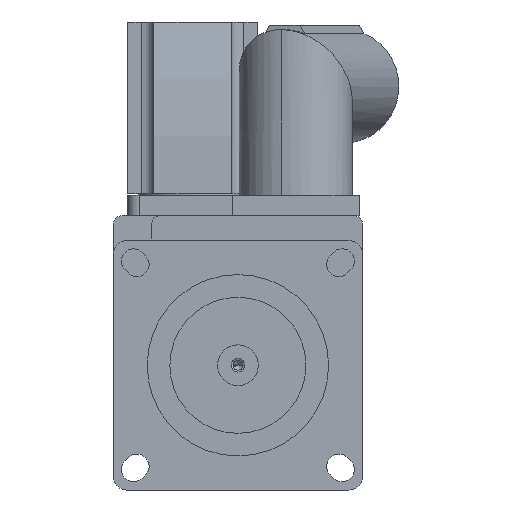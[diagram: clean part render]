
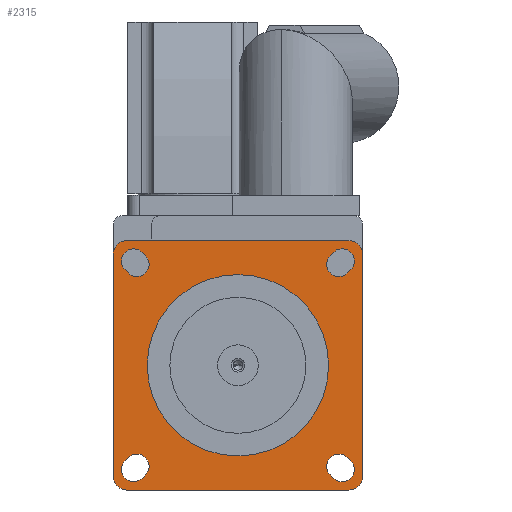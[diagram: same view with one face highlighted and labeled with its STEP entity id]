
A CAD part, left-side view. The second image highlights one B-rep face of the part: STEP entity #2315.
In plain terms, the highlighted planar face has unit normal (-1, 0, 0).
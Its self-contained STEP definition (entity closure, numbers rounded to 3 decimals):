
#2315=ADVANCED_FACE('',(#5643,#5644,#5645,#5646,#5647,#5648),#5649,.F.);
#5643=FACE_BOUND('',#9782,.T.);
#5644=FACE_BOUND('',#9783,.T.);
#5645=FACE_BOUND('',#9784,.T.);
#5646=FACE_BOUND('',#9785,.T.);
#5647=FACE_OUTER_BOUND('',#9786,.T.);
#5648=FACE_BOUND('',#9787,.T.);
#5649=PLANE('',#9788);
#9782=EDGE_LOOP('',(#20086,#20087,#20088,#20089));
#9783=EDGE_LOOP('',(#20090,#20091,#20092,#20093));
#9784=EDGE_LOOP('',(#20094,#20095,#20096,#20097));
#9785=EDGE_LOOP('',(#20098,#20099,#20100,#20101));
#9786=EDGE_LOOP('',(#20102,#20103,#20104,#20105,#20106,#20107,#20108,#20109));
#9787=EDGE_LOOP('',(#20110,#20111));
#9788=AXIS2_PLACEMENT_3D('',#20112,#20113,#20114);
#20086=ORIENTED_EDGE('',*,*,#22653,.T.);
#20087=ORIENTED_EDGE('',*,*,#22665,.T.);
#20088=ORIENTED_EDGE('',*,*,#22661,.T.);
#20089=ORIENTED_EDGE('',*,*,#22657,.T.);
#20090=ORIENTED_EDGE('',*,*,#22669,.T.);
#20091=ORIENTED_EDGE('',*,*,#22681,.T.);
#20092=ORIENTED_EDGE('',*,*,#22677,.T.);
#20093=ORIENTED_EDGE('',*,*,#22673,.T.);
#20094=ORIENTED_EDGE('',*,*,#22685,.T.);
#20095=ORIENTED_EDGE('',*,*,#22697,.T.);
#20096=ORIENTED_EDGE('',*,*,#22693,.T.);
#20097=ORIENTED_EDGE('',*,*,#22689,.T.);
#20098=ORIENTED_EDGE('',*,*,#22701,.T.);
#20099=ORIENTED_EDGE('',*,*,#22713,.T.);
#20100=ORIENTED_EDGE('',*,*,#22709,.T.);
#20101=ORIENTED_EDGE('',*,*,#22705,.T.);
#20102=ORIENTED_EDGE('',*,*,#22722,.F.);
#20103=ORIENTED_EDGE('',*,*,#22723,.F.);
#20104=ORIENTED_EDGE('',*,*,#22724,.F.);
#20105=ORIENTED_EDGE('',*,*,#22725,.F.);
#20106=ORIENTED_EDGE('',*,*,#22726,.F.);
#20107=ORIENTED_EDGE('',*,*,#22727,.F.);
#20108=ORIENTED_EDGE('',*,*,#22728,.F.);
#20109=ORIENTED_EDGE('',*,*,#22729,.F.);
#20110=ORIENTED_EDGE('',*,*,#22720,.F.);
#20111=ORIENTED_EDGE('',*,*,#21979,.F.);
#20112=CARTESIAN_POINT('',(0.0,0.0,0.0));
#20113=DIRECTION('',(1.0,0.0,0.0));
#20114=DIRECTION('',(0.0,0.0,-1.0));
#21979=EDGE_CURVE('',#23051,#23047,#23053,.T.);
#22653=EDGE_CURVE('',#23897,#23895,#23898,.T.);
#22657=EDGE_CURVE('',#23903,#23897,#23904,.T.);
#22661=EDGE_CURVE('',#23909,#23903,#23910,.T.);
#22665=EDGE_CURVE('',#23895,#23909,#23914,.T.);
#22669=EDGE_CURVE('',#23921,#23919,#23922,.T.);
#22673=EDGE_CURVE('',#23927,#23921,#23928,.T.);
#22677=EDGE_CURVE('',#23933,#23927,#23934,.T.);
#22681=EDGE_CURVE('',#23919,#23933,#23938,.T.);
#22685=EDGE_CURVE('',#23945,#23943,#23946,.T.);
#22689=EDGE_CURVE('',#23951,#23945,#23952,.T.);
#22693=EDGE_CURVE('',#23957,#23951,#23958,.T.);
#22697=EDGE_CURVE('',#23943,#23957,#23962,.T.);
#22701=EDGE_CURVE('',#23969,#23967,#23970,.T.);
#22705=EDGE_CURVE('',#23975,#23969,#23976,.T.);
#22709=EDGE_CURVE('',#23981,#23975,#23982,.T.);
#22713=EDGE_CURVE('',#23967,#23981,#23986,.T.);
#22720=EDGE_CURVE('',#23047,#23051,#23993,.T.);
#22722=EDGE_CURVE('',#23995,#23996,#23997,.T.);
#22723=EDGE_CURVE('',#23998,#23995,#23999,.T.);
#22724=EDGE_CURVE('',#24000,#23998,#24001,.T.);
#22725=EDGE_CURVE('',#24002,#24000,#24003,.T.);
#22726=EDGE_CURVE('',#24004,#24002,#24005,.T.);
#22727=EDGE_CURVE('',#24006,#24004,#24007,.T.);
#22728=EDGE_CURVE('',#24008,#24006,#24009,.T.);
#22729=EDGE_CURVE('',#23996,#24008,#24010,.T.);
#23047=VERTEX_POINT('',#24461);
#23051=VERTEX_POINT('',#24466);
#23053=CIRCLE('',#24469,20.0);
#23895=VERTEX_POINT('',#25472);
#23897=VERTEX_POINT('',#25475);
#23898=LINE('',#25476,#25477);
#23903=VERTEX_POINT('',#25483);
#23904=CIRCLE('',#25484,2.7);
#23909=VERTEX_POINT('',#25491);
#23910=LINE('',#25492,#25493);
#23914=CIRCLE('',#25498,2.7);
#23919=VERTEX_POINT('',#25504);
#23921=VERTEX_POINT('',#25507);
#23922=LINE('',#25508,#25509);
#23927=VERTEX_POINT('',#25515);
#23928=CIRCLE('',#25516,2.7);
#23933=VERTEX_POINT('',#25523);
#23934=LINE('',#25524,#25525);
#23938=CIRCLE('',#25530,2.7);
#23943=VERTEX_POINT('',#25536);
#23945=VERTEX_POINT('',#25539);
#23946=LINE('',#25540,#25541);
#23951=VERTEX_POINT('',#25547);
#23952=CIRCLE('',#25548,2.7);
#23957=VERTEX_POINT('',#25555);
#23958=LINE('',#25556,#25557);
#23962=CIRCLE('',#25562,2.7);
#23967=VERTEX_POINT('',#25568);
#23969=VERTEX_POINT('',#25571);
#23970=LINE('',#25572,#25573);
#23975=VERTEX_POINT('',#25579);
#23976=CIRCLE('',#25580,2.7);
#23981=VERTEX_POINT('',#25587);
#23982=LINE('',#25588,#25589);
#23986=CIRCLE('',#25594,2.7);
#23993=CIRCLE('',#25601,20.0);
#23995=VERTEX_POINT('',#25603);
#23996=VERTEX_POINT('',#25604);
#23997=LINE('',#25605,#25606);
#23998=VERTEX_POINT('',#25607);
#23999=CIRCLE('',#25608,3.);
#24000=VERTEX_POINT('',#25609);
#24001=LINE('',#25610,#25611);
#24002=VERTEX_POINT('',#25612);
#24003=CIRCLE('',#25613,3.);
#24004=VERTEX_POINT('',#25614);
#24005=LINE('',#25615,#25616);
#24006=VERTEX_POINT('',#25617);
#24007=CIRCLE('',#25618,3.);
#24008=VERTEX_POINT('',#25619);
#24009=LINE('',#25620,#25621);
#24010=CIRCLE('',#25622,3.);
#24461=CARTESIAN_POINT('',(0.0,0.0,20.0));
#24466=CARTESIAN_POINT('',(0.0,0.,-20.0));
#24469=AXIS2_PLACEMENT_3D('',#26296,#26297,#26298);
#25472=CARTESIAN_POINT('',(0.0,21.072,-24.89));
#25475=CARTESIAN_POINT('',(0.0,20.365,-24.183));
#25476=CARTESIAN_POINT('',(0.0,9.405,-13.223));
#25477=VECTOR('',#26764,1.0);
#25483=CARTESIAN_POINT('',(0.0,24.183,-20.365));
#25484=AXIS2_PLACEMENT_3D('',#26769,#26770,#26771);
#25491=CARTESIAN_POINT('',(0.0,24.89,-21.072));
#25492=CARTESIAN_POINT('',(0.0,13.223,-9.405));
#25493=VECTOR('',#26774,1.0);
#25498=AXIS2_PLACEMENT_3D('',#26779,#26780,#26781);
#25504=CARTESIAN_POINT('',(0.0,-24.89,-21.072));
#25507=CARTESIAN_POINT('',(0.0,-24.183,-20.365));
#25508=CARTESIAN_POINT('',(0.0,-13.223,-9.405));
#25509=VECTOR('',#26784,1.0);
#25515=CARTESIAN_POINT('',(0.0,-20.365,-24.183));
#25516=AXIS2_PLACEMENT_3D('',#26789,#26790,#26791);
#25523=CARTESIAN_POINT('',(0.0,-21.072,-24.89));
#25524=CARTESIAN_POINT('',(0.0,-9.405,-13.223));
#25525=VECTOR('',#26794,1.0);
#25530=AXIS2_PLACEMENT_3D('',#26799,#26800,#26801);
#25536=CARTESIAN_POINT('',(0.0,-21.072,24.89));
#25539=CARTESIAN_POINT('',(0.0,-20.365,24.183));
#25540=CARTESIAN_POINT('',(0.0,-9.405,13.223));
#25541=VECTOR('',#26804,1.0);
#25547=CARTESIAN_POINT('',(0.0,-24.183,20.365));
#25548=AXIS2_PLACEMENT_3D('',#26809,#26810,#26811);
#25555=CARTESIAN_POINT('',(0.0,-24.89,21.072));
#25556=CARTESIAN_POINT('',(0.0,-13.223,9.405));
#25557=VECTOR('',#26814,1.0);
#25562=AXIS2_PLACEMENT_3D('',#26819,#26820,#26821);
#25568=CARTESIAN_POINT('',(0.0,24.89,21.072));
#25571=CARTESIAN_POINT('',(0.0,24.183,20.365));
#25572=CARTESIAN_POINT('',(0.0,13.223,9.405));
#25573=VECTOR('',#26824,1.0);
#25579=CARTESIAN_POINT('',(0.0,20.365,24.183));
#25580=AXIS2_PLACEMENT_3D('',#26829,#26830,#26831);
#25587=CARTESIAN_POINT('',(0.0,21.072,24.89));
#25588=CARTESIAN_POINT('',(0.0,9.405,13.223));
#25589=VECTOR('',#26834,1.0);
#25594=AXIS2_PLACEMENT_3D('',#26839,#26840,#26841);
#25601=AXIS2_PLACEMENT_3D('',#26851,#26852,#26853);
#25603=CARTESIAN_POINT('',(0.0,27.5,-24.5));
#25604=CARTESIAN_POINT('',(0.0,27.5,24.5));
#25605=CARTESIAN_POINT('',(0.0,27.5,0.0));
#25606=VECTOR('',#26854,1.0);
#25607=CARTESIAN_POINT('',(0.0,24.5,-27.5));
#25608=AXIS2_PLACEMENT_3D('',#26855,#26856,#26857);
#25609=CARTESIAN_POINT('',(0.0,-24.5,-27.5));
#25610=CARTESIAN_POINT('',(0.0,0.0,-27.5));
#25611=VECTOR('',#26858,1.0);
#25612=CARTESIAN_POINT('',(0.0,-27.5,-24.5));
#25613=AXIS2_PLACEMENT_3D('',#26859,#26860,#26861);
#25614=CARTESIAN_POINT('',(0.0,-27.5,24.5));
#25615=CARTESIAN_POINT('',(0.0,-27.5,0.0));
#25616=VECTOR('',#26862,1.0);
#25617=CARTESIAN_POINT('',(0.0,-24.5,27.5));
#25618=AXIS2_PLACEMENT_3D('',#26863,#26864,#26865);
#25619=CARTESIAN_POINT('',(0.0,24.5,27.5));
#25620=CARTESIAN_POINT('',(0.0,0.0,27.5));
#25621=VECTOR('',#26866,1.0);
#25622=AXIS2_PLACEMENT_3D('',#26867,#26868,#26869);
#26296=CARTESIAN_POINT('',(0.0,0.0,0.0));
#26297=DIRECTION('',(-1.0,0.0,0.0));
#26298=DIRECTION('',(0.0,0.0,1.0));
#26764=DIRECTION('',(0.0,0.707,-0.707));
#26769=CARTESIAN_POINT('',(0.0,22.274,-22.274));
#26770=DIRECTION('',(1.0,0.0,-0.0));
#26771=DIRECTION('',(0.0,0.707,0.707));
#26774=DIRECTION('',(0.0,-0.707,0.707));
#26779=CARTESIAN_POINT('',(0.0,22.981,-22.981));
#26780=DIRECTION('',(1.0,0.0,0.0));
#26781=DIRECTION('',(0.0,-0.707,-0.707));
#26784=DIRECTION('',(0.0,-0.707,-0.707));
#26789=CARTESIAN_POINT('',(0.0,-22.274,-22.274));
#26790=DIRECTION('',(1.0,0.0,0.0));
#26791=DIRECTION('',(0.0,0.707,-0.707));
#26794=DIRECTION('',(-0.0,0.707,0.707));
#26799=CARTESIAN_POINT('',(0.0,-22.981,-22.981));
#26800=DIRECTION('',(1.0,0.0,0.0));
#26801=DIRECTION('',(0.0,-0.707,0.707));
#26804=DIRECTION('',(0.0,-0.707,0.707));
#26809=CARTESIAN_POINT('',(0.0,-22.274,22.274));
#26810=DIRECTION('',(1.0,0.0,0.0));
#26811=DIRECTION('',(0.0,-0.707,-0.707));
#26814=DIRECTION('',(0.0,0.707,-0.707));
#26819=CARTESIAN_POINT('',(0.0,-22.981,22.981));
#26820=DIRECTION('',(1.0,0.0,-0.0));
#26821=DIRECTION('',(0.0,0.707,0.707));
#26824=DIRECTION('',(-0.0,0.707,0.707));
#26829=CARTESIAN_POINT('',(0.0,22.274,22.274));
#26830=DIRECTION('',(1.0,0.0,0.0));
#26831=DIRECTION('',(0.0,-0.707,0.707));
#26834=DIRECTION('',(0.0,-0.707,-0.707));
#26839=CARTESIAN_POINT('',(0.0,22.981,22.981));
#26840=DIRECTION('',(1.0,0.0,0.0));
#26841=DIRECTION('',(0.0,0.707,-0.707));
#26851=CARTESIAN_POINT('',(0.0,0.0,0.0));
#26852=DIRECTION('',(-1.0,0.0,0.0));
#26853=DIRECTION('',(0.0,0.0,1.0));
#26854=DIRECTION('',(0.0,0.0,1.0));
#26855=CARTESIAN_POINT('',(0.0,24.5,-24.5));
#26856=DIRECTION('',(1.0,0.0,-0.0));
#26857=DIRECTION('',(0.0,1.0,0.));
#26858=DIRECTION('',(0.0,1.0,-0.0));
#26859=CARTESIAN_POINT('',(0.0,-24.5,-24.5));
#26860=DIRECTION('',(1.0,0.0,0.0));
#26861=DIRECTION('',(0.0,0.,-1.0));
#26862=DIRECTION('',(0.0,0.0,-1.0));
#26863=CARTESIAN_POINT('',(0.0,-24.5,24.5));
#26864=DIRECTION('',(1.0,0.0,0.0));
#26865=DIRECTION('',(0.0,-1.0,0.));
#26866=DIRECTION('',(0.0,-1.0,0.0));
#26867=CARTESIAN_POINT('',(0.0,24.5,24.5));
#26868=DIRECTION('',(1.0,0.0,0.0));
#26869=DIRECTION('',(0.0,0.,1.0));
